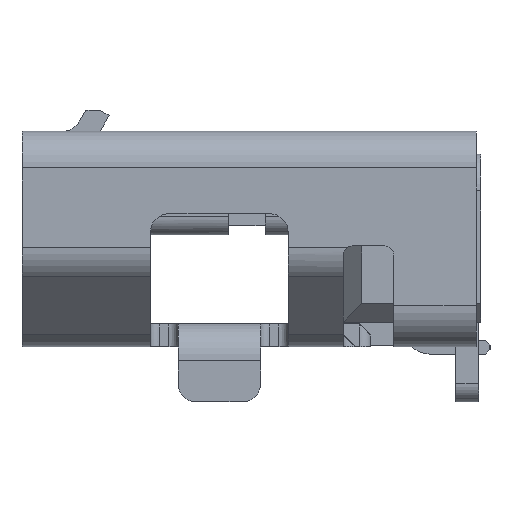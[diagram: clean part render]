
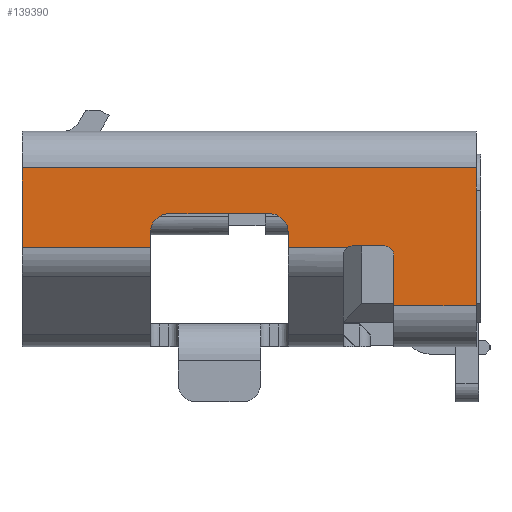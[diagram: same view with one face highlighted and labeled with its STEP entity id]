
A CAD part, left-side view. The second image highlights one B-rep face of the part: STEP entity #139390.
In plain terms, the highlighted planar face has unit normal (-1, 0, 0).
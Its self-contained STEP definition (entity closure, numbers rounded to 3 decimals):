
#112690=CARTESIAN_POINT('',(-3.7,-3.5,-0.775));
#112700=VERTEX_POINT('',#112690);
#112730=CARTESIAN_POINT('',(-3.7,-3.5,-0.775));
#112740=DIRECTION('',(0.,0.,1.));
#112750=VECTOR('',#112740,0.867);
#112760=LINE('',#112730,#112750);
#112770=CARTESIAN_POINT('',(-3.7,-3.5,0.092));
#112780=VERTEX_POINT('',#112770);
#112790=EDGE_CURVE('',#112700,#112780,#112760,.T.);
#136150=CARTESIAN_POINT('',(-3.7,-2.1,0.092));
#136160=DIRECTION('',(0.,-1.,0.));
#136170=VECTOR('',#136160,1.4);
#136180=LINE('',#136150,#136170);
#136190=CARTESIAN_POINT('',(-3.7,-2.1,0.092));
#136200=VERTEX_POINT('',#136190);
#136210=EDGE_CURVE('',#136200,#112780,#136180,.T.);
#137320=CARTESIAN_POINT('',(-3.7,-2.1,0.092));
#137330=DIRECTION('',(0.,0.,-1.));
#137340=VECTOR('',#137330,0.167);
#137350=LINE('',#137320,#137340);
#137360=CARTESIAN_POINT('',(-3.7,-2.1,-0.075));
#137370=VERTEX_POINT('',#137360);
#137380=EDGE_CURVE('',#136200,#137370,#137350,.T.);
#137540=CARTESIAN_POINT('',(-3.7,-0.6,-0.075));
#137550=DIRECTION('',(0.,0.,1.));
#137560=VECTOR('',#137550,0.167);
#137570=LINE('',#137540,#137560);
#137580=CARTESIAN_POINT('',(-3.7,-0.6,-0.075));
#137590=VERTEX_POINT('',#137580);
#137600=CARTESIAN_POINT('',(-3.7,-0.6,0.092));
#137610=VERTEX_POINT('',#137600);
#137620=EDGE_CURVE('',#137590,#137610,#137570,.T.);
#138400=CARTESIAN_POINT('',(-3.7,-1.025,0.045));
#138410=DIRECTION('',(-1.,0.,0.));
#138420=DIRECTION('',(0.,1.,0.));
#138430=AXIS2_PLACEMENT_3D('',#138400,#138410,#138420);
#138440=PLANE('',#138430);
#138450=CARTESIAN_POINT('',(-3.7,0.1,0.175));
#138460=DIRECTION('',(1.,0.,0.));
#138470=DIRECTION('',(0.,0.,-1.));
#138480=AXIS2_PLACEMENT_3D('',#138450,#138460,#138470);
#138490=CIRCLE('',#138480,0.1);
#138500=CARTESIAN_POINT('',(-3.7,0.044,0.092))
;
#138510=VERTEX_POINT('',#138500);
#138520=CARTESIAN_POINT('',(-3.7,0.1,0.075));
#138530=VERTEX_POINT('',#138520);
#138540=EDGE_CURVE('',#138510,#138530,#138490,.T.);
#138550=ORIENTED_EDGE('',*,*,#138540,.T.);
#138560=CARTESIAN_POINT('',(-3.7,0.,0.092));
#138570=DIRECTION('',(0.,-1.,0.));
#138580=VECTOR('',#138570,0.6);
#138590=LINE('',#138560,#138580);
#138600=EDGE_CURVE('',#138510,#137610,#138590,.T.);
#138610=ORIENTED_EDGE('',*,*,#138600,.F.);
#138620=ORIENTED_EDGE('',*,*,#137620,.T.);
#138630=CARTESIAN_POINT('',(-3.7,-0.8,-0.075));
#138640=DIRECTION('',(1.,0.,0.));
#138650=DIRECTION('',(0.,0.,-1.));
#138660=AXIS2_PLACEMENT_3D('',#138630,#138640,#138650);
#138670=CIRCLE('',#138660,0.2);
#138680=CARTESIAN_POINT('',(-3.7,-0.8,-0.275));
#138690=VERTEX_POINT('',#138680);
#138700=EDGE_CURVE('',#138690,#137590,#138670,.T.);
#138710=ORIENTED_EDGE('',*,*,#138700,.T.);
#138720=CARTESIAN_POINT('',(-3.7,-0.8,-0.275));
#138730=DIRECTION('',(0.,-1.,0.));
#138740=VECTOR('',#138730,1.1);
#138750=LINE('',#138720,#138740);
#138760=CARTESIAN_POINT('',(-3.7,-1.9,-0.275));
#138770=VERTEX_POINT('',#138760);
#138780=EDGE_CURVE('',#138690,#138770,#138750,.T.);
#138790=ORIENTED_EDGE('',*,*,#138780,.F.);
#138800=CARTESIAN_POINT('',(-3.7,-1.9,-0.075));
#138810=DIRECTION('',(1.,0.,0.));
#138820=DIRECTION('',(0.,-1.,0.));
#138830=AXIS2_PLACEMENT_3D('',#138800,#138810,#138820);
#138840=CIRCLE('',#138830,0.2);
#138850=EDGE_CURVE('',#137370,#138770,#138840,.T.);
#138860=ORIENTED_EDGE('',*,*,#138850,.T.);
#138870=ORIENTED_EDGE('',*,*,#137380,.T.);
#138880=ORIENTED_EDGE('',*,*,#136210,.F.);
#138890=ORIENTED_EDGE('',*,*,#112790,.T.);
#138900=CARTESIAN_POINT('',(-3.7,-3.5,-0.775));
#138910=DIRECTION('',(0.,1.,
0.));
#138920=VECTOR('',#138910,4.95);
#138930=LINE('',#138900,#138920);
#138940=CARTESIAN_POINT('',(-3.7,1.45,-0.775));
#138950=VERTEX_POINT('',#138940);
#138960=EDGE_CURVE('',#112700,#138950,#138930,.T.);
#138970=ORIENTED_EDGE('',*,*,#138960,.F.);
#138980=CARTESIAN_POINT('',(-3.7,1.45,0.025));
#138990=DIRECTION('',(0.,0.,1.));
#139000=VECTOR('',#138990,1.);
#139010=LINE('',#138980,#139000);
#139020=CARTESIAN_POINT('',(-3.7,1.45,0.725));
#139030=VERTEX_POINT('',#139020);
#139040=EDGE_CURVE('',#138950,#139030,#139010,.T.);
#139050=ORIENTED_EDGE('',*,*,#139040,.F.);
#139060=CARTESIAN_POINT('',(-3.7,-11.392,0.725));
#139070=DIRECTION('',(0.,1.,0.));
#139080=VECTOR('',#139070,1.);
#139090=LINE('',#139060,#139080);
#139100=CARTESIAN_POINT('',(-3.7,0.55,0.725));
#139110=VERTEX_POINT('',#139100);
#139120=EDGE_CURVE('',#139110,#139030,#139090,.T.);
#139130=ORIENTED_EDGE('',*,*,#139120,.T.);
#139140=CARTESIAN_POINT('',(-3.7,0.55,0.725));
#139150=DIRECTION('',(0.,0.,-1.));
#139160=VECTOR('',#139150,0.8);
#139170=LINE('',#139140,#139160);
#139180=CARTESIAN_POINT('',(-3.7,0.55,0.175));
#139190=VERTEX_POINT('',#139180);
#139200=EDGE_CURVE('',#139110,#139190,#139170,.T.);
#139210=ORIENTED_EDGE('',*,*,#139200,.F.);
#139220=CARTESIAN_POINT('',(-3.7,0.45,0.175));
#139230=DIRECTION('',(1.,0.,0.));
#139240=DIRECTION('',(0.,0.,-1.));
#139250=AXIS2_PLACEMENT_3D('',#139220,#139230,#139240);
#139260=CIRCLE('',#139250,0.1);
#139270=CARTESIAN_POINT('',(-3.7,0.45,0.075));
#139280=VERTEX_POINT('',#139270);
#139290=EDGE_CURVE('',#139280,#139190,#139260,.T.);
#139300=ORIENTED_EDGE('',*,*,#139290,.T.);
#139310=CARTESIAN_POINT('',(-3.7,-3.2,0.075));
#139320=DIRECTION('',(0.,1.,0.));
#139330=VECTOR('',#139320,1.);
#139340=LINE('',#139310,#139330);
#139350=EDGE_CURVE('',#138530,#139280,#139340,.T.);
#139360=ORIENTED_EDGE('',*,*,#139350,.T.);
#139370=EDGE_LOOP('',(#139360,#139300,#139210,#139130,#139050,#138970,
#138890,#138880,#138870,#138860,#138790,#138710,#138620,#138610,#138550)
);
#139380=FACE_OUTER_BOUND('',#139370,.T.);
#139390=ADVANCED_FACE('',(#139380),#138440,.T.);
